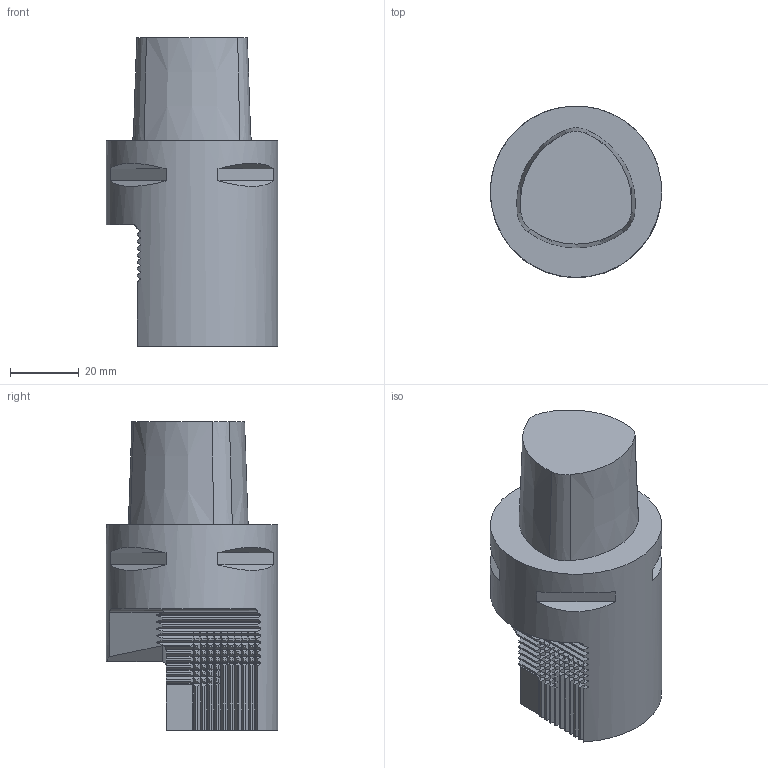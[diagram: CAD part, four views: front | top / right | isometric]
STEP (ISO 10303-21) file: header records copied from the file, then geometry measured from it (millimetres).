
FILE_DESCRIPTION(/* description */ (''),/* implementation_level */ '2;1');
FILE_NAME(/* name */ 'C5-FR-16060-V21.stp',/* time_stamp */ '2018-04-11T16:02:25+06:00',/* author */ (''),/* organization */ (''),/* preprocessor_version */ 'ST-DEVELOPER v16',/* originating_system */ 'SIEMENS PLM Software NX 11.0',/* authorisation */ '');
FILE_SCHEMA (('AUTOMOTIVE_DESIGN { 1 0 10303 214 3 1 1 1 }'));
Length unit declared in the file: millimetre
Products named in the file (1): inpu6526hdnb
Bounding box: 49.98 x 49.97 x 90 mm (x, y, z)
Volume: 122238.3 mm3; surface area: 18317.4 mm2
Topology: 2 solids, 2 shells, 378 faces, 1058 edges, 709 vertices
Faces by surface type: plane 251, cone 83, cylinder 44
Full cylindrical faces by diameter (mm): 50 x1
Entity records: 12508 total; most frequent: CARTESIAN_POINT 3030, ORIENTED_EDGE 2112, DIRECTION 1715, EDGE_CURVE 1056, VERTEX_POINT 708, LINE 697, VECTOR 697, AXIS2_PLACEMENT_3D 509
